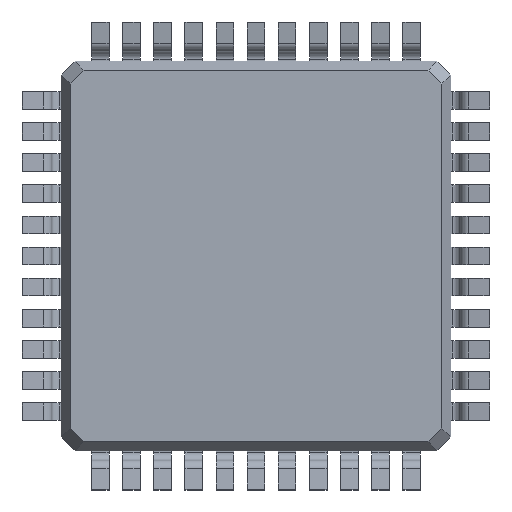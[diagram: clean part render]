
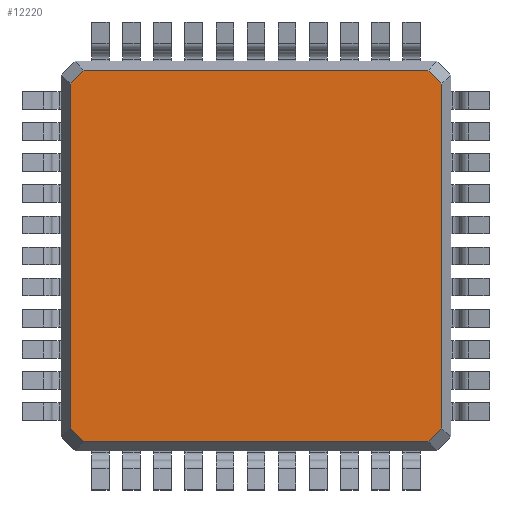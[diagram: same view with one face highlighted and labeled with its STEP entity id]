
A CAD part, front view. The second image highlights one B-rep face of the part: STEP entity #12220.
In plain terms, the highlighted planar face has unit normal (0, -1, 0).
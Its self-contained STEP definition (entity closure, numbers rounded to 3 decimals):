
#4418 = ORIENTED_EDGE ( 'NONE', *, *, #12292, .T. ) ;
#4424 = ORIENTED_EDGE ( 'NONE', *, *, #12278, .T. ) ;
#4425 = ORIENTED_EDGE ( 'NONE', *, *, #12276, .T. ) ;
#4426 = ORIENTED_EDGE ( 'NONE', *, *, #12244, .T. ) ;
#4427 = ORIENTED_EDGE ( 'NONE', *, *, #12283, .T. ) ;
#4428 = ORIENTED_EDGE ( 'NONE', *, *, #12287, .T. ) ;
#4429 = ORIENTED_EDGE ( 'NONE', *, *, #12246, .T. ) ;
#5359 = PLANE ( 'NONE',  #36442 ) ;
#5360 = CARTESIAN_POINT ( 'NONE',  ( 5., 0., -5. ) ) ;
#5361 = DIRECTION ( 'NONE',  ( 0., -1., 0. ) ) ;
#5362 = DIRECTION ( 'NONE',  ( 0., 0., -1. ) ) ;
#5598 = LINE ( 'NONE', #5599, #44596 ) ;
#5599 = CARTESIAN_POINT ( 'NONE',  ( 5., 0., -4.769 ) ) ;
#5600 = DIRECTION ( 'NONE',  ( 1., 0., 0. ) ) ;
#5603 = LINE ( 'NONE', #5604, #44597 ) ;
#5604 = CARTESIAN_POINT ( 'NONE',  ( -5., 0., 4.769 ) ) ;
#5605 = DIRECTION ( 'NONE',  ( -1., 0., 0. ) ) ;
#5788 = LINE ( 'NONE', #5790, #44649 ) ;
#5790 = CARTESIAN_POINT ( 'NONE',  ( 0.406, 0., -9.594 ) ) ;
#5792 = DIRECTION ( 'NONE',  ( 0.707, 0., -0.707 ) ) ;
#5798 = LINE ( 'NONE', #5800, #44650 ) ;
#5800 = CARTESIAN_POINT ( 'NONE',  ( 4.594, 0., -4.594 ) ) ;
#5802 = DIRECTION ( 'NONE',  ( 0.707, 0., 0.707 ) ) ;
#5843 = LINE ( 'NONE', #5845, #6230 ) ;
#5845 = CARTESIAN_POINT ( 'NONE',  ( 4.769, 0., 5. ) ) ;
#5847 = DIRECTION ( 'NONE',  ( 0., 0., 1. ) ) ;
#5886 = LINE ( 'NONE', #5888, #6239 ) ;
#5888 = CARTESIAN_POINT ( 'NONE',  ( 9.594, 0., -0.406 ) ) ;
#5890 = DIRECTION ( 'NONE',  ( -0.707, 0., 0.707 ) ) ;
#5933 = LINE ( 'NONE', #5935, #6245 ) ;
#5935 = CARTESIAN_POINT ( 'NONE',  ( -4.594, 0., 4.594 ) ) ;
#5937 = DIRECTION ( 'NONE',  ( -0.707, 0., -0.707 ) ) ;
#6203 = LINE ( 'NONE', #6204, #6322 ) ;
#6204 = CARTESIAN_POINT ( 'NONE',  ( -4.769, 0., -5. ) ) ;
#6205 = DIRECTION ( 'NONE',  ( 0., 0., -1. ) ) ;
#6230 = VECTOR ( 'NONE', #5847, 1000. ) ;
#6239 = VECTOR ( 'NONE', #5890, 1000. ) ;
#6245 = VECTOR ( 'NONE', #5937, 1000. ) ;
#6322 = VECTOR ( 'NONE', #6205, 1000. ) ;
#7320 = CARTESIAN_POINT ( 'NONE',  ( -4.769, 0., 4.419 ) ) ;
#7321 = CARTESIAN_POINT ( 'NONE',  ( -4.769, 0., -4.419 ) ) ;
#7322 = CARTESIAN_POINT ( 'NONE',  ( -4.419, 0., -4.769 ) ) ;
#7323 = CARTESIAN_POINT ( 'NONE',  ( 4.419, 0., -4.769 ) ) ;
#7324 = CARTESIAN_POINT ( 'NONE',  ( 4.769, 0., -4.419 ) ) ;
#7325 = CARTESIAN_POINT ( 'NONE',  ( 4.769, 0., 4.419 ) ) ;
#7326 = CARTESIAN_POINT ( 'NONE',  ( 4.419, 0., 4.769 ) ) ;
#7327 = CARTESIAN_POINT ( 'NONE',  ( -4.419, 0., 4.769 ) ) ;
#12220 = ADVANCED_FACE ( 'NONE', ( #36431 ), #5359, .T. ) ;
#12244 = EDGE_CURVE ( 'NONE', #14681, #14683, #5598, .T. ) ;
#12246 = EDGE_CURVE ( 'NONE', #14687, #14688, #5603, .T. ) ;
#12276 = EDGE_CURVE ( 'NONE', #14680, #14681, #5788, .T. ) ;
#12278 = EDGE_CURVE ( 'NONE', #14683, #14684, #5798, .T. ) ;
#12283 = EDGE_CURVE ( 'NONE', #14684, #14685, #5843, .T. ) ;
#12287 = EDGE_CURVE ( 'NONE', #14685, #14687, #5886, .T. ) ;
#12292 = EDGE_CURVE ( 'NONE', #14688, #14679, #5933, .T. ) ;
#12404 = EDGE_CURVE ( 'NONE', #14679, #14680, #6203, .T. ) ;
#14679 = VERTEX_POINT ( 'NONE', #7320 ) ;
#14680 = VERTEX_POINT ( 'NONE', #7321 ) ;
#14681 = VERTEX_POINT ( 'NONE', #7322 ) ;
#14683 = VERTEX_POINT ( 'NONE', #7323 ) ;
#14684 = VERTEX_POINT ( 'NONE', #7324 ) ;
#14685 = VERTEX_POINT ( 'NONE', #7325 ) ;
#14687 = VERTEX_POINT ( 'NONE', #7326 ) ;
#14688 = VERTEX_POINT ( 'NONE', #7327 ) ;
#14924 = ORIENTED_EDGE ( 'NONE', *, *, #12404, .T. ) ;
#28094 = EDGE_LOOP ( 'NONE', ( #14924, #4425, #4426, #4424, #4427, #4428, #4429, #4418 ) ) ;
#36431 = FACE_OUTER_BOUND ( 'NONE', #28094, .T. ) ;
#36442 = AXIS2_PLACEMENT_3D ( 'NONE', #5360, #5361, #5362 ) ;
#44596 = VECTOR ( 'NONE', #5600, 1000. ) ;
#44597 = VECTOR ( 'NONE', #5605, 1000. ) ;
#44649 = VECTOR ( 'NONE', #5792, 1000. ) ;
#44650 = VECTOR ( 'NONE', #5802, 1000. ) ;
